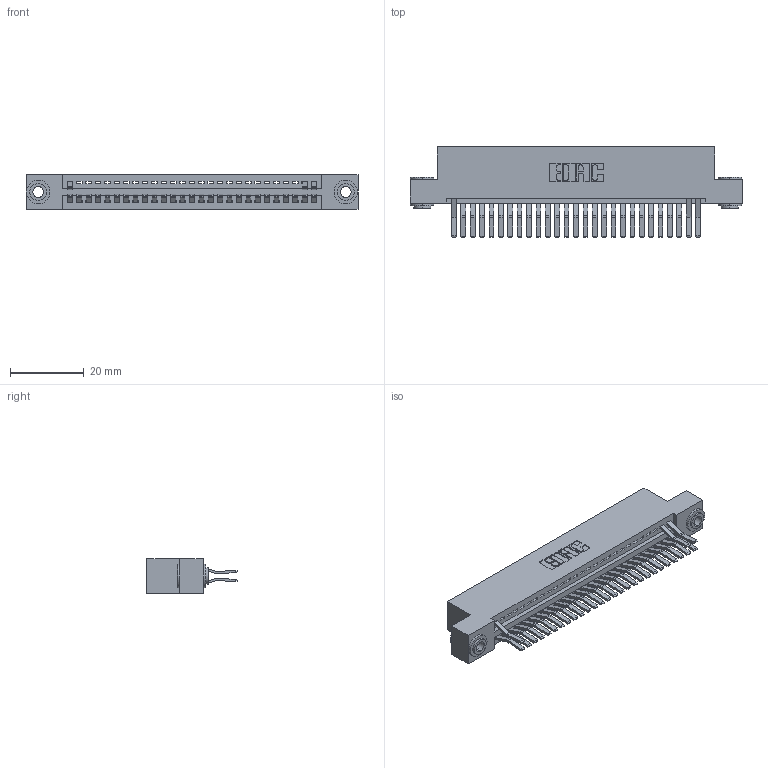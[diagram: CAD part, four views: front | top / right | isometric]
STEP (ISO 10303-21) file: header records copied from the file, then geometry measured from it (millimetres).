
FILE_DESCRIPTION (( 'STEP AP203' ), '1' );
FILE_NAME ('345-054-560-203.STEP', '2018-09-24T02:03:15', ( '' ), ( '' ), 'SwSTEP 2.0', 'SolidWorks 2016', '' );
FILE_SCHEMA (( 'CONFIG_CONTROL_DESIGN' ));
Length unit declared in the file: inch
Products named in the file (4): 345-250-002_345-250-002-102; 345-054-560-203; 345 Part_Flush Mounting Lugs - 0.156 Dia-TH; 345-292-001_560 Tail
Assembly tree (33 placements, depth 2):
  345-054-560-203
    345 Part_Flush Mounting Lugs - 0.156 Dia-TH
    345-292-001_560 Tail  x30
    345-250-002_345-250-002-102  x2
Bounding box: 89.79 x 24.45 x 9.4 mm (x, y, z)
Volume: 8582.7 mm3; surface area: 11881.4 mm2
Topology: 33 solids, 33 shells, 1916 faces, 5715 edges, 3766 vertices
Faces by surface type: plane 1248, cylinder 660, cone 8
Entity records: 23174 total; most frequent: CARTESIAN_POINT 3979, ORIENTED_EDGE 3930, DIRECTION 3535, EDGE_CURVE 1965, LINE 1697, VECTOR 1697, VERTEX_POINT 1306, AXIS2_PLACEMENT_3D 919
